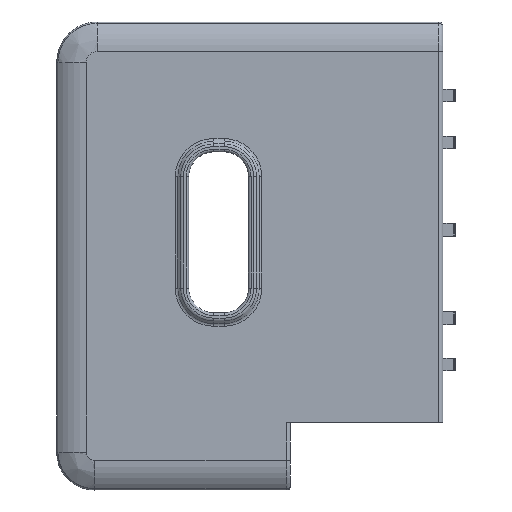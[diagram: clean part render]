
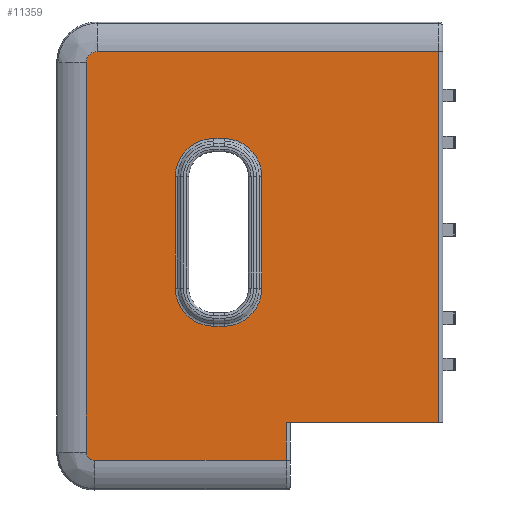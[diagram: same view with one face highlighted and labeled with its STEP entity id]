
A CAD part, left-side view. The second image highlights one B-rep face of the part: STEP entity #11359.
In plain terms, the highlighted planar face has unit normal (-1, 0, 0).
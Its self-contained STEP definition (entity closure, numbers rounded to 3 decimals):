
#37=FACE_BOUND('',#4527,.T.);
#508=PLANE('',#12263);
#747=LINE('',#15908,#2073);
#750=LINE('',#15938,#2076);
#938=LINE('',#16838,#2264);
#939=LINE('',#16847,#2265);
#940=LINE('',#16855,#2266);
#941=LINE('',#16863,#2267);
#1815=LINE('',#18901,#3141);
#1816=LINE('',#18904,#3142);
#1822=LINE('',#18920,#3148);
#1823=LINE('',#18921,#3149);
#2073=VECTOR('',#12706,10.);
#2076=VECTOR('',#12731,10.);
#2264=VECTOR('',#13271,10.);
#2265=VECTOR('',#13284,10.);
#2266=VECTOR('',#13295,10.);
#2267=VECTOR('',#13306,10.);
#3141=VECTOR('',#15262,10.);
#3142=VECTOR('',#15265,10.);
#3148=VECTOR('',#15283,5.);
#3149=VECTOR('',#15284,10.);
#3889=FACE_OUTER_BOUND('',#4526,.T.);
#4526=EDGE_LOOP('',(#10563,#10564,#10565,#10566,#10567,#10568,#10569,#10570));
#4527=EDGE_LOOP('',(#10571,#10572,#10573,#10574,#10575,#10576,#10577,#10578));
#4588=CIRCLE('',#11518,12.98);
#4595=CIRCLE('',#11528,9.98);
#4689=CIRCLE('',#11703,45.814);
#4692=CIRCLE('',#11708,45.314);
#4695=CIRCLE('',#11713,45.314);
#4697=CIRCLE('',#11717,45.814);
#4987=VERTEX_POINT('',#15901);
#4990=VERTEX_POINT('',#15906);
#4994=VERTEX_POINT('',#15926);
#4997=VERTEX_POINT('',#15936);
#5000=VERTEX_POINT('',#15954);
#5213=VERTEX_POINT('',#16835);
#5214=VERTEX_POINT('',#16837);
#5215=VERTEX_POINT('',#16841);
#5216=VERTEX_POINT('',#16845);
#5217=VERTEX_POINT('',#16849);
#5218=VERTEX_POINT('',#16853);
#5219=VERTEX_POINT('',#16857);
#5220=VERTEX_POINT('',#16861);
#5843=VERTEX_POINT('',#18899);
#5844=VERTEX_POINT('',#18903);
#5848=VERTEX_POINT('',#18919);
#6094=EDGE_CURVE('',#4990,#4987,#747,.T.);
#6100=EDGE_CURVE('',#4994,#4990,#4588,.T.);
#6105=EDGE_CURVE('',#4997,#4994,#750,.T.);
#6110=EDGE_CURVE('',#5000,#4997,#4595,.T.);
#6404=EDGE_CURVE('',#5214,#5213,#938,.T.);
#6407=EDGE_CURVE('',#5213,#5215,#4689,.T.);
#6409=EDGE_CURVE('',#5215,#5216,#939,.T.);
#6411=EDGE_CURVE('',#5216,#5217,#4692,.T.);
#6413=EDGE_CURVE('',#5217,#5218,#940,.T.);
#6415=EDGE_CURVE('',#5218,#5219,#4695,.T.);
#6417=EDGE_CURVE('',#5219,#5220,#941,.T.);
#6418=EDGE_CURVE('',#5220,#5214,#4697,.T.);
#7431=EDGE_CURVE('',#5843,#4987,#1815,.T.);
#7432=EDGE_CURVE('',#5843,#5844,#1816,.T.);
#7440=EDGE_CURVE('',#5844,#5848,#1822,.T.);
#7441=EDGE_CURVE('',#5848,#5000,#1823,.T.);
#10563=ORIENTED_EDGE('',*,*,#7440,.F.);
#10564=ORIENTED_EDGE('',*,*,#7432,.F.);
#10565=ORIENTED_EDGE('',*,*,#7431,.T.);
#10566=ORIENTED_EDGE('',*,*,#6094,.F.);
#10567=ORIENTED_EDGE('',*,*,#6100,.F.);
#10568=ORIENTED_EDGE('',*,*,#6105,.F.);
#10569=ORIENTED_EDGE('',*,*,#6110,.F.);
#10570=ORIENTED_EDGE('',*,*,#7441,.F.);
#10571=ORIENTED_EDGE('',*,*,#6418,.T.);
#10572=ORIENTED_EDGE('',*,*,#6404,.T.);
#10573=ORIENTED_EDGE('',*,*,#6407,.T.);
#10574=ORIENTED_EDGE('',*,*,#6409,.T.);
#10575=ORIENTED_EDGE('',*,*,#6411,.T.);
#10576=ORIENTED_EDGE('',*,*,#6413,.T.);
#10577=ORIENTED_EDGE('',*,*,#6415,.T.);
#10578=ORIENTED_EDGE('',*,*,#6417,.T.);
#11359=ADVANCED_FACE('',(#3889,#37),#508,.F.);
#11518=AXIS2_PLACEMENT_3D('',#15928,#12718,#12719);
#11528=AXIS2_PLACEMENT_3D('',#15956,#12741,#12742);
#11703=AXIS2_PLACEMENT_3D('',#16843,#13278,#13279);
#11708=AXIS2_PLACEMENT_3D('',#16851,#13289,#13290);
#11713=AXIS2_PLACEMENT_3D('',#16859,#13300,#13301);
#11717=AXIS2_PLACEMENT_3D('',#16865,#13309,#13310);
#12263=AXIS2_PLACEMENT_3D('',#18918,#15281,#15282);
#12706=DIRECTION('',(0.,-1.,0.));
#12718=DIRECTION('center_axis',(1.,0.,0.));
#12719=DIRECTION('ref_axis',(0.,0.,1.));
#12731=DIRECTION('',(0.,0.,1.));
#12741=DIRECTION('center_axis',(1.,0.,0.));
#12742=DIRECTION('ref_axis',(0.,0.,1.));
#13271=DIRECTION('',(0.,0.,1.));
#13278=DIRECTION('center_axis',(1.,0.,0.));
#13279=DIRECTION('ref_axis',(0.,0.702,0.712));
#13284=DIRECTION('',(0.,-1.,0.));
#13289=DIRECTION('center_axis',(1.,0.,0.));
#13290=DIRECTION('ref_axis',(0.,-0.712,0.702));
#13295=DIRECTION('',(0.,0.,-1.));
#13300=DIRECTION('center_axis',(1.,0.,0.));
#13301=DIRECTION('ref_axis',(0.,-0.712,-0.702));
#13306=DIRECTION('',(0.,1.,0.));
#13309=DIRECTION('center_axis',(1.,0.,0.));
#13310=DIRECTION('ref_axis',(0.,0.702,-0.712));
#15262=DIRECTION('',(0.,0.,1.));
#15265=DIRECTION('',(0.,1.,0.));
#15281=DIRECTION('center_axis',(1.,0.,0.));
#15282=DIRECTION('ref_axis',(0.,0.,-1.));
#15283=DIRECTION('',(0.,0.,-1.));
#15284=DIRECTION('',(0.,1.,0.));
#15901=CARTESIAN_POINT('',(-50.,-224.5,242.48));
#15906=CARTESIAN_POINT('',(-50.,180.5,242.48));
#15908=CARTESIAN_POINT('',(-50.,-228.5,242.48));
#15926=CARTESIAN_POINT('',(-50.,193.48,229.5));
#15928=CARTESIAN_POINT('Origin',(-50.,180.5,229.5));
#15936=CARTESIAN_POINT('',(-50.,193.48,-232.5));
#15938=CARTESIAN_POINT('',(-50.,193.48,229.5));
#15954=CARTESIAN_POINT('',(-50.,183.5,-242.48));
#15956=CARTESIAN_POINT('Origin',(-50.,183.5,-232.5));
#16835=CARTESIAN_POINT('',(-50.,87.81,94.142));
#16837=CARTESIAN_POINT('',(-50.,87.81,-38.143));
#16838=CARTESIAN_POINT('',(-50.,87.81,-2.527));
#16841=CARTESIAN_POINT('',(-50.,42.,139.31));
#16843=CARTESIAN_POINT('Origin',(-50.,42.,93.496));
#16845=CARTESIAN_POINT('',(-50.,29.867,139.31));
#16847=CARTESIAN_POINT('',(-50.,19.625,139.31));
#16849=CARTESIAN_POINT('',(-50.,-14.81,94.));
#16851=CARTESIAN_POINT('Origin',(-50.,30.504,94.));
#16853=CARTESIAN_POINT('',(-50.,-14.81,-38.));
#16855=CARTESIAN_POINT('',(-50.,-14.81,30.5));
#16857=CARTESIAN_POINT('',(-50.,29.911,-83.31));
#16859=CARTESIAN_POINT('Origin',(-50.,30.504,-38.));
#16861=CARTESIAN_POINT('',(-50.,42.,-83.31));
#16863=CARTESIAN_POINT('',(-50.,16.601,-83.31));
#16865=CARTESIAN_POINT('Origin',(-50.,42.,-37.496));
#18899=CARTESIAN_POINT('',(-50.,-224.5,-197.5));
#18901=CARTESIAN_POINT('',(-50.,-224.5,138.75));
#18903=CARTESIAN_POINT('',(-50.,-43.817,-197.5));
#18904=CARTESIAN_POINT('',(-50.,-112.25,-197.5));
#18918=CARTESIAN_POINT('Origin',(-50.,0.,0.));
#18919=CARTESIAN_POINT('',(-50.,-43.817,-242.48));
#18920=CARTESIAN_POINT('',(-50.,-43.817,-98.75));
#18921=CARTESIAN_POINT('',(-50.,183.5,-242.48));
